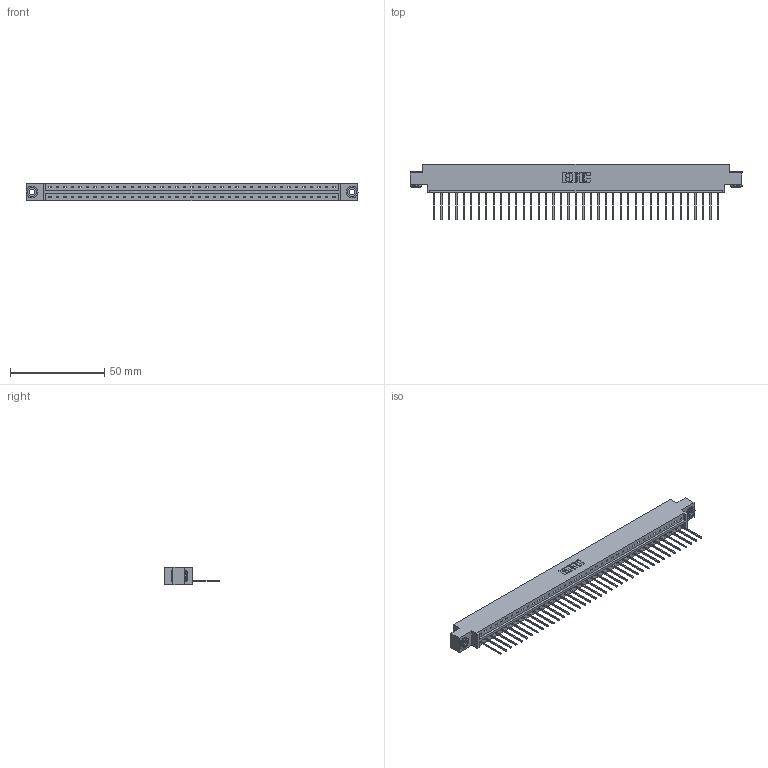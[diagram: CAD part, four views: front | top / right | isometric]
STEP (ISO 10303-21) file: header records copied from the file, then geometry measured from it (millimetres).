
FILE_DESCRIPTION (( 'STEP AP203' ), '1' );
FILE_NAME ('833-039-540-603.STEP', '2020-06-03T14:49:16', ( '' ), ( '' ), 'SwSTEP 2.0', 'SolidWorks 2020', '' );
FILE_SCHEMA (( 'CONFIG_CONTROL_DESIGN' ));
Length unit declared in the file: inch
Products named in the file (4): 345-250-002_345-250-002-102; 833-039-540-603; 345-292-001_345-293-140; 833 Part_Offset - .156 Dia - TH
Assembly tree (42 placements, depth 2):
  833-039-540-603
    833 Part_Offset - .156 Dia - TH
    345-292-001_345-293-140  x39
    345-250-002_345-250-002-102  x2
Bounding box: 176.07 x 29.47 x 9.4 mm (x, y, z)
Volume: 17536.5 mm3; surface area: 19774.4 mm2
Topology: 42 solids, 42 shells, 2418 faces, 7263 edges, 4786 vertices
Faces by surface type: plane 1722, cylinder 688, cone 8
Entity records: 25030 total; most frequent: CARTESIAN_POINT 4298, ORIENTED_EDGE 4266, DIRECTION 3665, EDGE_CURVE 2133, LINE 1981, VECTOR 1981, VERTEX_POINT 1418, AXIS2_PLACEMENT_3D 842
